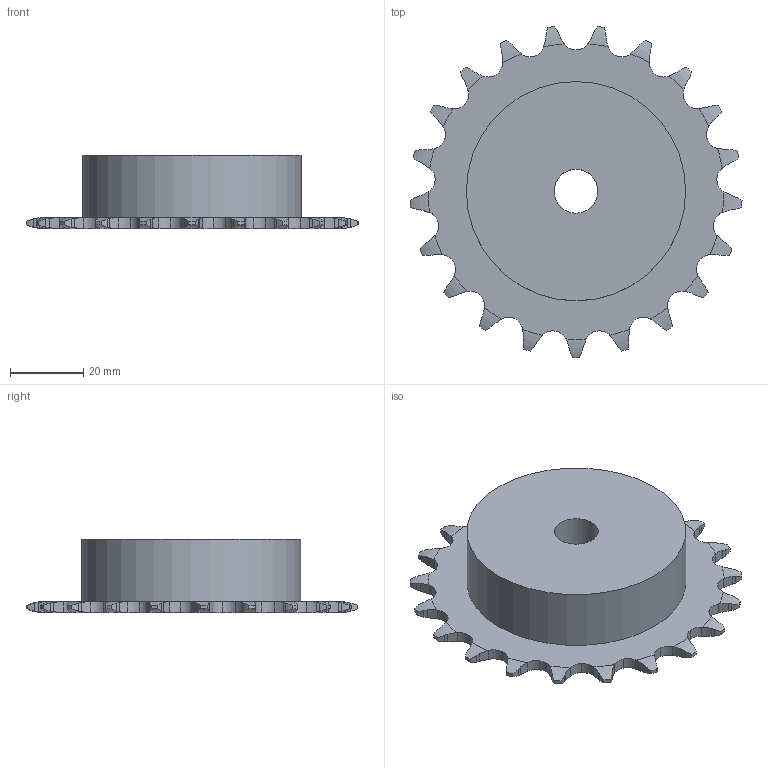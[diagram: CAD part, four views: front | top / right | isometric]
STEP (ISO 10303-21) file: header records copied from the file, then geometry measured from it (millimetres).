
FILE_DESCRIPTION(('FreeCAD Model'),'2;1');
FILE_NAME('Open CASCADE Shape Model','2021-04-18T15:54:33',('FreeCAD'),( 'FreeCAD'),'Open CASCADE STEP processor 7.4','FreeCAD','Unknown');
FILE_SCHEMA(('AUTOMOTIVE_DESIGN { 1 0 10303 214 1 1 1 1 }'));
Length unit declared in the file: millimetre
Products named in the file (1): Open CASCADE STEP translator 7.4 14
Bounding box: 90.86 x 90.62 x 20 mm (x, y, z)
Volume: 61732.6 mm3; surface area: 15554 mm2
Topology: 1 solids, 1 shells, 237 faces, 700 edges, 467 vertices
Faces by surface type: cylinder 149, plane 46, torus 42
Full cylindrical faces by diameter (mm): 12 x1, 60 x1
Entity records: 21006 total; most frequent: CARTESIAN_POINT 8763, DIRECTION 1866, ORIENTED_EDGE 1400, PCURVE 1400, DEFINITIONAL_REPRESENTATION 1400, LINE 951, VECTOR 951, B_SPLINE_CURVE_WITH_KNOTS 756
